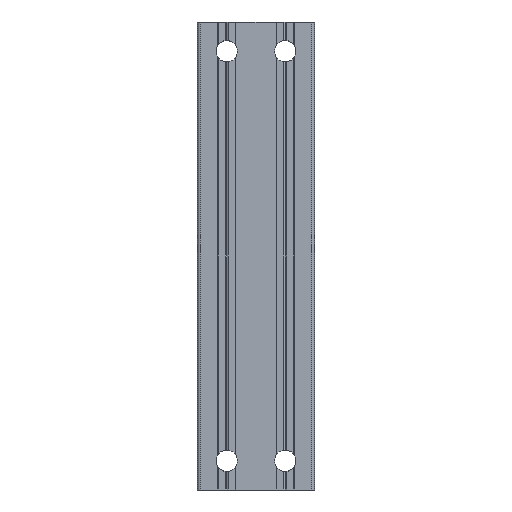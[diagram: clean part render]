
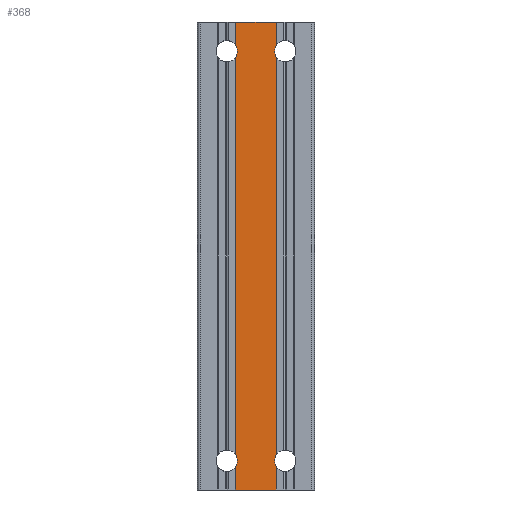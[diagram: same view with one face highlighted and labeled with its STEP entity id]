
A CAD part, left-side view. The second image highlights one B-rep face of the part: STEP entity #368.
In plain terms, the highlighted planar face has unit normal (-1, 0, 0).
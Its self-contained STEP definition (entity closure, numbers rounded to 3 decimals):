
#368 = ADVANCED_FACE( '', ( #956 ), #957, .T. );
#956 = FACE_OUTER_BOUND( '', #1815, .T. );
#957 = PLANE( '', #1816 );
#1815 = EDGE_LOOP( '', ( #2928, #2929, #2930, #2931, #2932, #2933, #2934, #2935, #2936, #2937, #2938, #2939 ) );
#1816 = AXIS2_PLACEMENT_3D( '', #2940, #2941, #2942 );
#2928 = ORIENTED_EDGE( '', *, *, #5395, .T. );
#2929 = ORIENTED_EDGE( '', *, *, #5396, .T. );
#2930 = ORIENTED_EDGE( '', *, *, #5397, .T. );
#2931 = ORIENTED_EDGE( '', *, *, #5398, .T. );
#2932 = ORIENTED_EDGE( '', *, *, #5399, .T. );
#2933 = ORIENTED_EDGE( '', *, *, #5400, .F. );
#2934 = ORIENTED_EDGE( '', *, *, #5401, .F. );
#2935 = ORIENTED_EDGE( '', *, *, #5402, .T. );
#2936 = ORIENTED_EDGE( '', *, *, #5403, .F. );
#2937 = ORIENTED_EDGE( '', *, *, #5404, .T. );
#2938 = ORIENTED_EDGE( '', *, *, #5405, .F. );
#2939 = ORIENTED_EDGE( '', *, *, #5406, .T. );
#2940 = CARTESIAN_POINT( '', ( -10., 7., -160. ) );
#2941 = DIRECTION( '', ( -1., 0., 0. ) );
#2942 = DIRECTION( '', ( 0., 0., 1. ) );
#5395 = EDGE_CURVE( '', #6637, #6638, #6639, .T. );
#5396 = EDGE_CURVE( '', #6638, #6640, #6641, .T. );
#5397 = EDGE_CURVE( '', #6640, #6642, #6643, .T. );
#5398 = EDGE_CURVE( '', #6642, #6644, #6645, .T. );
#5399 = EDGE_CURVE( '', #6644, #6646, #6647, .T. );
#5400 = EDGE_CURVE( '', #6648, #6646, #6649, .T. );
#5401 = EDGE_CURVE( '', #6650, #6648, #6651, .T. );
#5402 = EDGE_CURVE( '', #6650, #6652, #6653, .T. );
#5403 = EDGE_CURVE( '', #6654, #6652, #6655, .T. );
#5404 = EDGE_CURVE( '', #6654, #6656, #6657, .T. );
#5405 = EDGE_CURVE( '', #6658, #6656, #6659, .T. );
#5406 = EDGE_CURVE( '', #6658, #6637, #6660, .T. );
#6637 = VERTEX_POINT( '', #8791 );
#6638 = VERTEX_POINT( '', #8792 );
#6639 = LINE( '', #8793, #8794 );
#6640 = VERTEX_POINT( '', #8795 );
#6641 = CIRCLE( '', #8796, 3.675 );
#6642 = VERTEX_POINT( '', #8797 );
#6643 = LINE( '', #8798, #8799 );
#6644 = VERTEX_POINT( '', #8800 );
#6645 = CIRCLE( '', #8801, 3.675 );
#6646 = VERTEX_POINT( '', #8802 );
#6647 = LINE( '', #8803, #8804 );
#6648 = VERTEX_POINT( '', #8805 );
#6649 = LINE( '', #8806, #8807 );
#6650 = VERTEX_POINT( '', #8808 );
#6651 = LINE( '', #8809, #8810 );
#6652 = VERTEX_POINT( '', #8811 );
#6653 = CIRCLE( '', #8812, 3.675 );
#6654 = VERTEX_POINT( '', #8813 );
#6655 = LINE( '', #8814, #8815 );
#6656 = VERTEX_POINT( '', #8816 );
#6657 = CIRCLE( '', #8817, 3.675 );
#6658 = VERTEX_POINT( '', #8818 );
#6659 = LINE( '', #8819, #8820 );
#6660 = LINE( '', #8821, #8822 );
#8791 = CARTESIAN_POINT( '', ( -10., -7., -160. ) );
#8792 = CARTESIAN_POINT( '', ( -10., -7., -152.123 ) );
#8793 = CARTESIAN_POINT( '', ( -10., -7., -160. ) );
#8794 = VECTOR( '', #11704, 1000. );
#8795 = CARTESIAN_POINT( '', ( -10., -7., -147.877 ) );
#8796 = AXIS2_PLACEMENT_3D( '', #11705, #11706, #11707 );
#8797 = CARTESIAN_POINT( '', ( -10., -7., -12.123 ) );
#8798 = CARTESIAN_POINT( '', ( -10., -7., -160. ) );
#8799 = VECTOR( '', #11708, 1000. );
#8800 = CARTESIAN_POINT( '', ( -10., -7., -7.877 ) );
#8801 = AXIS2_PLACEMENT_3D( '', #11709, #11710, #11711 );
#8802 = CARTESIAN_POINT( '', ( -10., -7., 0. ) );
#8803 = CARTESIAN_POINT( '', ( -10., -7., -160. ) );
#8804 = VECTOR( '', #11712, 1000. );
#8805 = CARTESIAN_POINT( '', ( -10., 7., 0. ) );
#8806 = CARTESIAN_POINT( '', ( -10., 7., 0. ) );
#8807 = VECTOR( '', #11713, 1000. );
#8808 = CARTESIAN_POINT( '', ( -10., 7., -7.877 ) );
#8809 = CARTESIAN_POINT( '', ( -10., 7., -160. ) );
#8810 = VECTOR( '', #11714, 1000. );
#8811 = CARTESIAN_POINT( '', ( -10., 7., -12.123 ) );
#8812 = AXIS2_PLACEMENT_3D( '', #11715, #11716, #11717 );
#8813 = CARTESIAN_POINT( '', ( -10., 7., -147.877 ) );
#8814 = CARTESIAN_POINT( '', ( -10., 7., -160. ) );
#8815 = VECTOR( '', #11718, 1000. );
#8816 = CARTESIAN_POINT( '', ( -10., 7., -152.123 ) );
#8817 = AXIS2_PLACEMENT_3D( '', #11719, #11720, #11721 );
#8818 = CARTESIAN_POINT( '', ( -10., 7., -160. ) );
#8819 = CARTESIAN_POINT( '', ( -10., 7., -160. ) );
#8820 = VECTOR( '', #11722, 1000. );
#8821 = CARTESIAN_POINT( '', ( -10., 7., -160. ) );
#8822 = VECTOR( '', #11723, 1000. );
#11704 = DIRECTION( '', ( 0., 0., 1. ) );
#11705 = CARTESIAN_POINT( '', ( -10., -10., -150. ) );
#11706 = DIRECTION( '', ( 1., 0., 0. ) );
#11707 = DIRECTION( '', ( 0., 0., -1. ) );
#11708 = DIRECTION( '', ( 0., 0., 1. ) );
#11709 = CARTESIAN_POINT( '', ( -10., -10., -10. ) );
#11710 = DIRECTION( '', ( 1., 0., 0. ) );
#11711 = DIRECTION( '', ( 0., 0., -1. ) );
#11712 = DIRECTION( '', ( 0., 0., 1. ) );
#11713 = DIRECTION( '', ( 0., -1., 0. ) );
#11714 = DIRECTION( '', ( 0., 0., 1. ) );
#11715 = CARTESIAN_POINT( '', ( -10., 10., -10. ) );
#11716 = DIRECTION( '', ( 1., 0., 0. ) );
#11717 = DIRECTION( '', ( 0., 0., -1. ) );
#11718 = DIRECTION( '', ( 0., 0., 1. ) );
#11719 = CARTESIAN_POINT( '', ( -10., 10., -150. ) );
#11720 = DIRECTION( '', ( 1., 0., 0. ) );
#11721 = DIRECTION( '', ( 0., 0., -1. ) );
#11722 = DIRECTION( '', ( 0., 0., 1. ) );
#11723 = DIRECTION( '', ( 0., -1., 0. ) );
